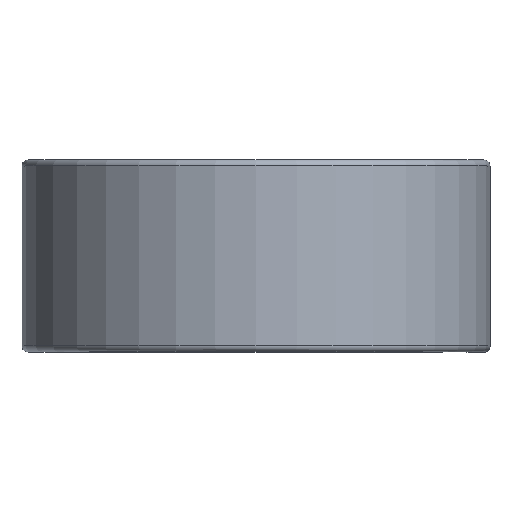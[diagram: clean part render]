
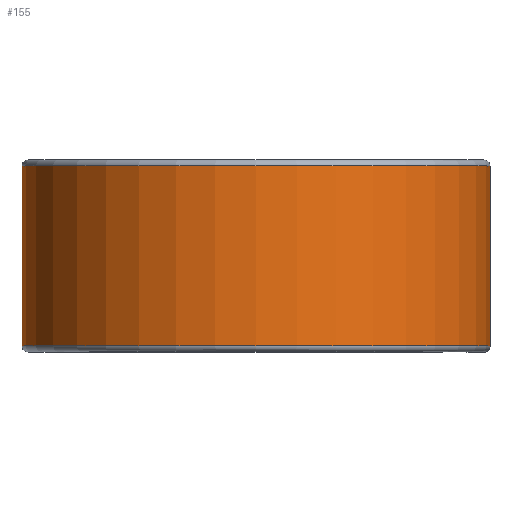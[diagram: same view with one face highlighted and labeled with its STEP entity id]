
A CAD part, top view. The second image highlights one B-rep face of the part: STEP entity #155.
In plain terms, the highlighted cylindrical face has radius 28.994 mm (diameter 57.988 mm), a partial arc.
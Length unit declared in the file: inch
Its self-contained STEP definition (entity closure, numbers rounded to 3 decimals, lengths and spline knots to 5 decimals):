
#37 = DIRECTION ( 'NONE',  ( 0., 0., -1. ) ) ;
#121 = EDGE_CURVE ( 'NONE', #416, #143, #2352, .T. ) ;
#143 = VERTEX_POINT ( 'NONE', #1223 ) ;
#145 = CARTESIAN_POINT ( 'NONE',  ( 1.1415, 0.43875, 0. ) ) ;
#155 = ADVANCED_FACE ( 'NONE', ( #2276 ), #1749, .T. ) ;
#266 = ORIENTED_EDGE ( 'NONE', *, *, #1171, .T. ) ;
#416 = VERTEX_POINT ( 'NONE', #2379 ) ;
#493 = ORIENTED_EDGE ( 'NONE', *, *, #121, .F. ) ;
#730 = EDGE_CURVE ( 'NONE', #758, #1947, #1600, .T. ) ;
#758 = VERTEX_POINT ( 'NONE', #1742 ) ;
#857 = ORIENTED_EDGE ( 'NONE', *, *, #730, .T. ) ;
#923 = CARTESIAN_POINT ( 'NONE',  ( 0., -0.43875, 0. ) ) ;
#1030 = CIRCLE ( 'NONE', #1134, 1.1415 ) ;
#1036 = DIRECTION ( 'NONE',  ( 0., 0., -1. ) ) ;
#1043 = CARTESIAN_POINT ( 'NONE',  ( 0., 0.4375, 0. ) ) ;
#1080 = DIRECTION ( 'NONE',  ( 0., 0., -1. ) ) ;
#1134 = AXIS2_PLACEMENT_3D ( 'NONE', #923, #2156, #1080 ) ;
#1161 = DIRECTION ( 'NONE',  ( 0., -1., 0. ) ) ;
#1171 = EDGE_CURVE ( 'NONE', #1947, #143, #2472, .T. ) ;
#1184 = DIRECTION ( 'NONE',  ( 0., -1., 0. ) ) ;
#1223 = CARTESIAN_POINT ( 'NONE',  ( 0., 0.43875, -1.1415 ) ) ;
#1281 = DIRECTION ( 'NONE',  ( 0., 1., 0. ) ) ;
#1397 = CARTESIAN_POINT ( 'NONE',  ( 0., 0.43875, -1.1415 ) ) ;
#1600 = LINE ( 'NONE', #1720, #1707 ) ;
#1707 = VECTOR ( 'NONE', #1850, 39.37008 ) ;
#1720 = CARTESIAN_POINT ( 'NONE',  ( 1.1415, 0.43875, 0. ) ) ;
#1728 = EDGE_LOOP ( 'NONE', ( #857, #266, #493, #2269 ) ) ;
#1742 = CARTESIAN_POINT ( 'NONE',  ( 1.1415, -0.43875, 0. ) ) ;
#1749 = CYLINDRICAL_SURFACE ( 'NONE', #2238, 1.1415 ) ;
#1790 = EDGE_CURVE ( 'NONE', #758, #416, #1030, .T. ) ;
#1850 = DIRECTION ( 'NONE',  ( 0., 1., 0. ) ) ;
#1947 = VERTEX_POINT ( 'NONE', #145 ) ;
#2156 = DIRECTION ( 'NONE',  ( 0., -1., 0. ) ) ;
#2238 = AXIS2_PLACEMENT_3D ( 'NONE', #1043, #1184, #1036 ) ;
#2269 = ORIENTED_EDGE ( 'NONE', *, *, #1790, .F. ) ;
#2276 = FACE_OUTER_BOUND ( 'NONE', #1728, .T. ) ;
#2285 = CARTESIAN_POINT ( 'NONE',  ( 0., 0.43875, 0. ) ) ;
#2297 = AXIS2_PLACEMENT_3D ( 'NONE', #2285, #1161, #37 ) ;
#2317 = VECTOR ( 'NONE', #1281, 39.37008 ) ;
#2352 = LINE ( 'NONE', #1397, #2317 ) ;
#2379 = CARTESIAN_POINT ( 'NONE',  ( 0., -0.43875, -1.1415 ) ) ;
#2472 = CIRCLE ( 'NONE', #2297, 1.1415 ) ;
